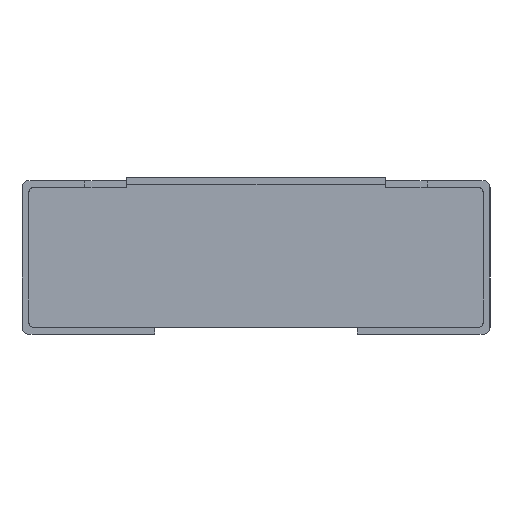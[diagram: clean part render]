
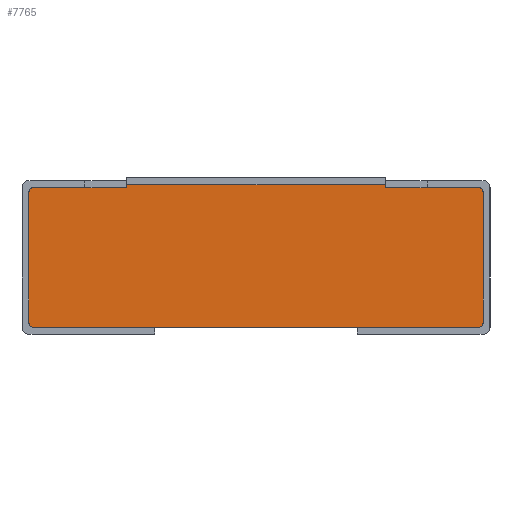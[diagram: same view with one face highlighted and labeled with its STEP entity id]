
A CAD part, left-side view. The second image highlights one B-rep face of the part: STEP entity #7765.
In plain terms, the highlighted planar face has unit normal (-1, 0, 0).
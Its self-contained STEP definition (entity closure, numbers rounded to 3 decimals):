
#432=CIRCLE('',#8196,0.015);
#434=CIRCLE('',#8200,0.015);
#436=CIRCLE('',#8203,0.015);
#438=CIRCLE('',#8207,0.015);
#567=FACE_OUTER_BOUND('',#977,.T.);
#977=EDGE_LOOP('',(#5249,#5250,#5251,#5252,#5253,#5254,#5255,#5256,#5257,
#5258,#5259,#5260,#5261,#5262,#5263,#5264));
#1425=LINE('',#10307,#2303);
#1427=LINE('',#10313,#2305);
#1431=LINE('',#10322,#2309);
#1437=LINE('',#10334,#2315);
#1441=LINE('',#10346,#2319);
#1445=LINE('',#10361,#2323);
#1448=LINE('',#10372,#2326);
#1450=LINE('',#10376,#2328);
#1451=LINE('',#10377,#2329);
#1452=LINE('',#10378,#2330);
#1453=LINE('',#10380,#2331);
#1454=LINE('',#10381,#2332);
#2303=VECTOR('',#8655,10.);
#2305=VECTOR('',#8659,10.);
#2309=VECTOR('',#8665,10.);
#2315=VECTOR('',#8673,10.);
#2319=VECTOR('',#8685,10.);
#2323=VECTOR('',#8703,10.);
#2326=VECTOR('',#8714,10.);
#2328=VECTOR('',#8718,10.);
#2329=VECTOR('',#8719,10.);
#2330=VECTOR('',#8720,10.);
#2331=VECTOR('',#8721,10.);
#2332=VECTOR('',#8722,10.);
#3175=VERTEX_POINT('',#10301);
#3177=VERTEX_POINT('',#10305);
#3178=VERTEX_POINT('',#10309);
#3180=VERTEX_POINT('',#10312);
#3182=VERTEX_POINT('',#10318);
#3184=VERTEX_POINT('',#10321);
#3187=VERTEX_POINT('',#10328);
#3189=VERTEX_POINT('',#10332);
#3191=VERTEX_POINT('',#10338);
#3193=VERTEX_POINT('',#10344);
#3195=VERTEX_POINT('',#10353);
#3197=VERTEX_POINT('',#10359);
#3200=VERTEX_POINT('',#10369);
#3201=VERTEX_POINT('',#10371);
#3202=VERTEX_POINT('',#10375);
#3203=VERTEX_POINT('',#10379);
#3983=EDGE_CURVE('',#3177,#3175,#1425,.T.);
#3985=EDGE_CURVE('',#3178,#3180,#1427,.T.);
#3989=EDGE_CURVE('',#3182,#3184,#1431,.T.);
#3995=EDGE_CURVE('',#3189,#3187,#1437,.T.);
#3998=EDGE_CURVE('',#3191,#3189,#432,.T.);
#4001=EDGE_CURVE('',#3193,#3191,#1441,.T.);
#4003=EDGE_CURVE('',#3180,#3193,#434,.T.);
#4006=EDGE_CURVE('',#3195,#3177,#436,.T.);
#4009=EDGE_CURVE('',#3197,#3195,#1445,.T.);
#4011=EDGE_CURVE('',#3184,#3197,#438,.T.);
#4014=EDGE_CURVE('',#3200,#3201,#1448,.T.);
#4016=EDGE_CURVE('',#3202,#3200,#1450,.T.);
#4017=EDGE_CURVE('',#3187,#3202,#1451,.T.);
#4018=EDGE_CURVE('',#3175,#3178,#1452,.T.);
#4019=EDGE_CURVE('',#3203,#3182,#1453,.T.);
#4020=EDGE_CURVE('',#3201,#3203,#1454,.T.);
#5249=ORIENTED_EDGE('',*,*,#4014,.F.);
#5250=ORIENTED_EDGE('',*,*,#4016,.F.);
#5251=ORIENTED_EDGE('',*,*,#4017,.F.);
#5252=ORIENTED_EDGE('',*,*,#3995,.F.);
#5253=ORIENTED_EDGE('',*,*,#3998,.F.);
#5254=ORIENTED_EDGE('',*,*,#4001,.F.);
#5255=ORIENTED_EDGE('',*,*,#4003,.F.);
#5256=ORIENTED_EDGE('',*,*,#3985,.F.);
#5257=ORIENTED_EDGE('',*,*,#4018,.F.);
#5258=ORIENTED_EDGE('',*,*,#3983,.F.);
#5259=ORIENTED_EDGE('',*,*,#4006,.F.);
#5260=ORIENTED_EDGE('',*,*,#4009,.F.);
#5261=ORIENTED_EDGE('',*,*,#4011,.F.);
#5262=ORIENTED_EDGE('',*,*,#3989,.F.);
#5263=ORIENTED_EDGE('',*,*,#4019,.F.);
#5264=ORIENTED_EDGE('',*,*,#4020,.F.);
#7503=PLANE('',#8209);
#7765=ADVANCED_FACE('',(#567),#7503,.T.);
#8196=AXIS2_PLACEMENT_3D('',#10340,#8679,#8680);
#8200=AXIS2_PLACEMENT_3D('',#10349,#8690,#8691);
#8203=AXIS2_PLACEMENT_3D('',#10355,#8697,#8698);
#8207=AXIS2_PLACEMENT_3D('',#10364,#8708,#8709);
#8209=AXIS2_PLACEMENT_3D('',#10374,#8716,#8717);
#8655=DIRECTION('',(0.,1.,0.));
#8659=DIRECTION('',(0.,1.,0.));
#8665=DIRECTION('',(0.,-1.,0.));
#8673=DIRECTION('',(0.,-1.,0.));
#8679=DIRECTION('center_axis',(1.,0.,0.));
#8680=DIRECTION('ref_axis',(0.,0.,1.));
#8685=DIRECTION('',(0.,0.,1.));
#8690=DIRECTION('center_axis',(1.,0.,0.));
#8691=DIRECTION('ref_axis',(0.,1.,0.));
#8697=DIRECTION('center_axis',(1.,0.,0.));
#8698=DIRECTION('ref_axis',(0.,0.,-1.));
#8703=DIRECTION('',(0.,0.,-1.));
#8708=DIRECTION('center_axis',(1.,0.,0.));
#8709=DIRECTION('ref_axis',(0.,-1.,0.));
#8714=DIRECTION('',(0.,-1.,0.));
#8716=DIRECTION('center_axis',(-1.,0.,0.));
#8717=DIRECTION('ref_axis',(0.,-1.,0.));
#8718=DIRECTION('',(0.,0.,1.));
#8719=DIRECTION('',(0.,-1.,0.));
#8720=DIRECTION('',(0.,1.,0.));
#8721=DIRECTION('',(0.,-1.,0.));
#8722=DIRECTION('',(0.,0.,-1.));
#10301=CARTESIAN_POINT('',(-2.015,-0.362,0.025));
#10305=CARTESIAN_POINT('',(-2.015,-0.798,0.025));
#10307=CARTESIAN_POINT('',(-2.015,0.798,0.025));
#10309=CARTESIAN_POINT('',(-2.015,0.362,0.025));
#10312=CARTESIAN_POINT('',(-2.015,0.798,0.025));
#10313=CARTESIAN_POINT('',(-2.015,0.798,0.025));
#10318=CARTESIAN_POINT('',(-2.015,-0.613,0.525));
#10321=CARTESIAN_POINT('',(-2.015,-0.798,0.525));
#10322=CARTESIAN_POINT('',(-2.015,-0.798,0.525));
#10328=CARTESIAN_POINT('',(-2.015,0.613,0.525));
#10332=CARTESIAN_POINT('',(-2.015,0.798,0.525));
#10334=CARTESIAN_POINT('',(-2.015,0.463,0.525));
#10338=CARTESIAN_POINT('',(-2.015,0.813,0.51));
#10340=CARTESIAN_POINT('Origin',(-2.015,0.798,0.51));
#10344=CARTESIAN_POINT('',(-2.015,0.813,0.04));
#10346=CARTESIAN_POINT('',(-2.015,0.813,0.51));
#10349=CARTESIAN_POINT('Origin',(-2.015,0.798,0.04));
#10353=CARTESIAN_POINT('',(-2.015,-0.813,0.04));
#10355=CARTESIAN_POINT('Origin',(-2.015,-0.798,0.04));
#10359=CARTESIAN_POINT('',(-2.015,-0.813,0.51));
#10361=CARTESIAN_POINT('',(-2.015,-0.813,0.04));
#10364=CARTESIAN_POINT('Origin',(-2.015,-0.798,0.51));
#10369=CARTESIAN_POINT('',(-2.015,0.463,0.535));
#10371=CARTESIAN_POINT('',(-2.015,-0.463,0.535));
#10372=CARTESIAN_POINT('',(-2.015,-0.438,0.535));
#10374=CARTESIAN_POINT('Origin',(-2.015,0.,0.28));
#10375=CARTESIAN_POINT('',(-2.015,0.463,0.525));
#10376=CARTESIAN_POINT('',(-2.015,0.463,0.14));
#10377=CARTESIAN_POINT('',(-2.015,0.269,0.525));
#10378=CARTESIAN_POINT('',(-2.015,-0.206,0.025));
#10379=CARTESIAN_POINT('',(-2.015,-0.463,0.525));
#10380=CARTESIAN_POINT('',(-2.015,-0.269,0.525));
#10381=CARTESIAN_POINT('',(-2.015,-0.463,0.14));
